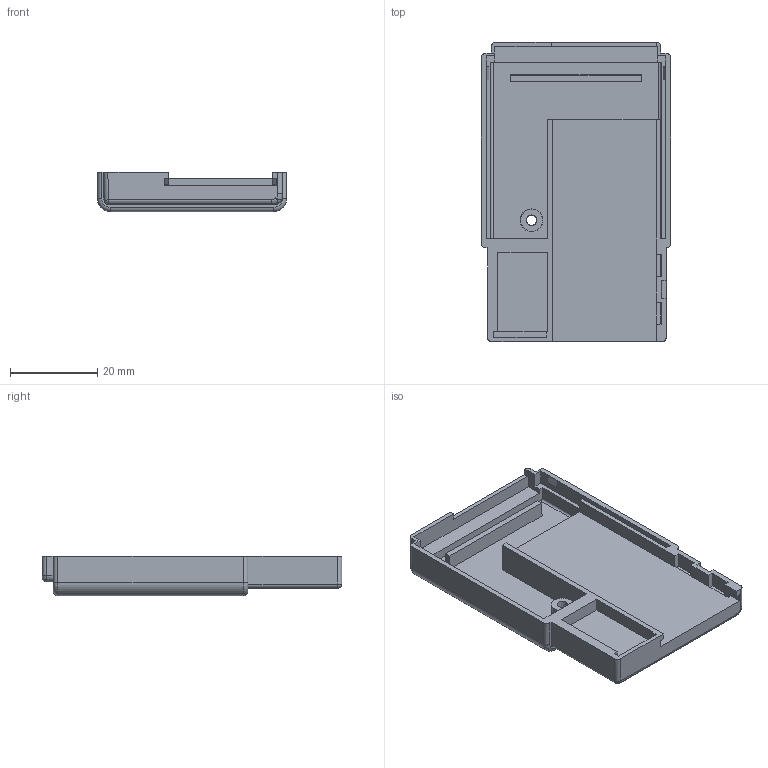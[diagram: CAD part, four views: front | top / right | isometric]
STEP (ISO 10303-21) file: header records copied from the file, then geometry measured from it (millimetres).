
FILE_DESCRIPTION((''),'2;1');
FILE_NAME('','2024-12-05T',(''),(''),'PRO/ENGINEER BY PARAMETRIC TECHNOLOGY CORPORATION, 2003250','PRO/ENGINEER BY PARAMETRIC TECHNOLOGY CORPORATION, 2003250','');
FILE_SCHEMA(('CONFIG_CONTROL_DESIGN'));
Length unit declared in the file: millimetre
Bounding box: 43.41 x 68.75 x 9.06 mm (x, y, z)
Volume: 12991.4 mm3; surface area: 9945.6 mm2
Topology: 1 solids, 1 shells, 194 faces, 534 edges, 346 vertices
Faces by surface type: plane 156, cylinder 18, cone 10, bspline 4, torus 4, sphere 2
Entity records: 6202 total; most frequent: CARTESIAN_POINT 1220, ORIENTED_EDGE 1068, DIRECTION 957, EDGE_CURVE 534, VECTOR 465, LINE 465, VERTEX_POINT 346, AXIS2_PLACEMENT_3D 246
